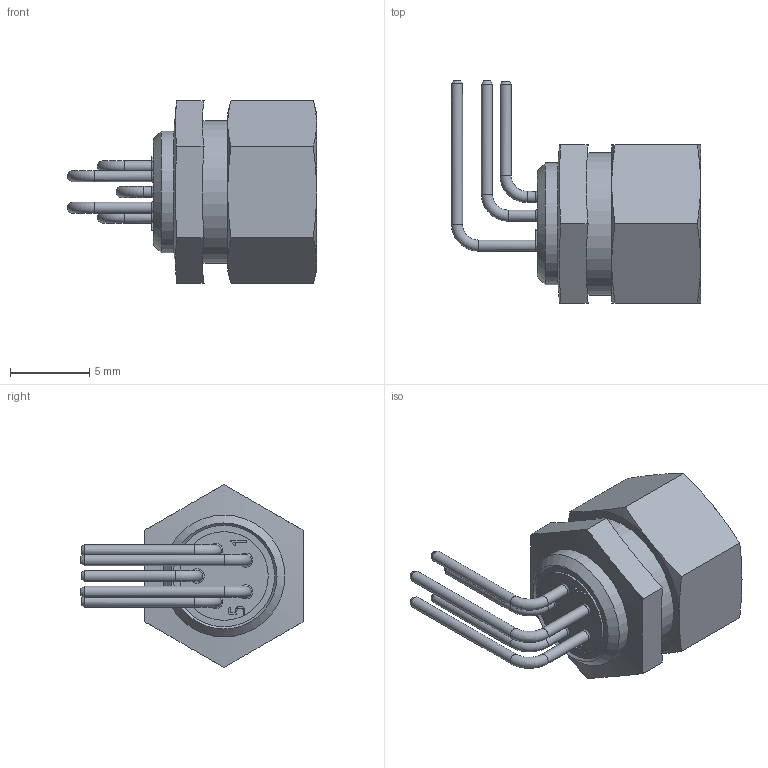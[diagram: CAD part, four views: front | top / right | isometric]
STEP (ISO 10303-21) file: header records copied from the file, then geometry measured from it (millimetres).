
FILE_DESCRIPTION(/* description */ (''),/* implementation_level */ '2;1');
FILE_NAME(/* name */ '09-0098-72-05-001_00.stp',/* time_stamp */ '2012-03-21T10:19:25+01:00',/* author */ (''),/* organization */ (''),/* preprocessor_version */ 'ST-DEVELOPER v11',/* originating_system */ 'SIEMENS UGS NX 6.0',/* authorisation */ '');
FILE_SCHEMA (('CONFIG_CONTROL_DESIGN'));
Length unit declared in the file: millimetre
Products named in the file (1): kbor20B885yh
Bounding box: 15.72 x 14.03 x 11.55 mm (x, y, z)
Volume: 601.4 mm3; surface area: 1108.6 mm2
Topology: 1 solids, 1 shells, 164 faces, 390 edges, 252 vertices
Faces by surface type: plane 75, cone 53, cylinder 21, torus 10, extrusion 5
Full cylindrical faces by diameter (mm): 0.7 x10, 1.1 x5, 5.6 x1, 7.5 x1, 7.7 x1, 8.459 x1, 9 x1
Entity records: 4590 total; most frequent: CARTESIAN_POINT 1107, DIRECTION 708, ORIENTED_EDGE 620, EDGE_CURVE 310, AXIS2_PLACEMENT_3D 309, EDGE_LOOP 238, VERTEX_POINT 227, ADVANCED_FACE 164
